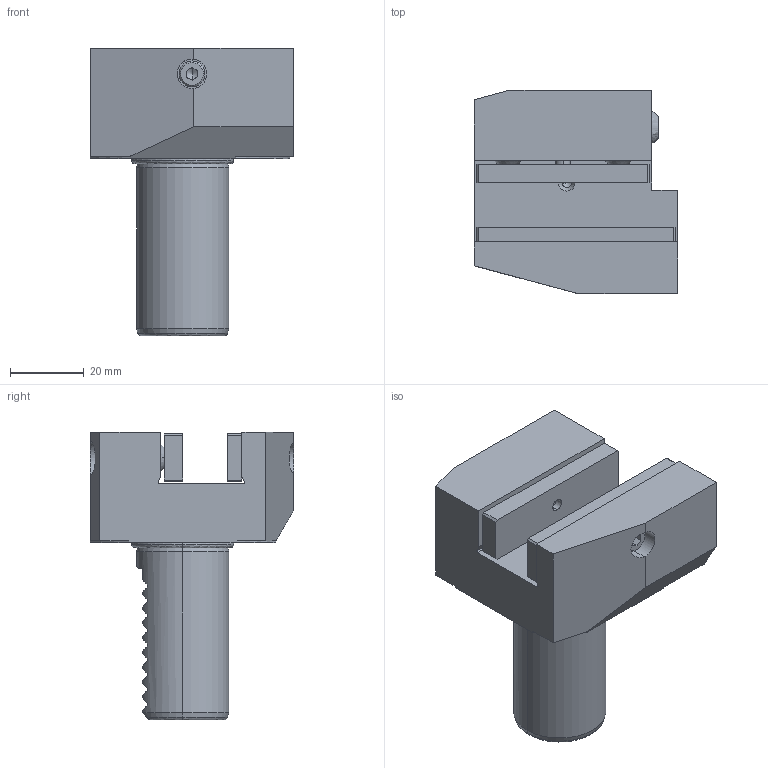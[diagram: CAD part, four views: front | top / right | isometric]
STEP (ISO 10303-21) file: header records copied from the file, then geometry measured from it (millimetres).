
FILE_DESCRIPTION (( 'STEP AP203' ), '1' );
FILE_NAME ('STEP.STEP', '2020-05-14T04:40:41', ( '' ), ( '' ), 'SwSTEP 2.0', 'SolidWorks 2017', '' );
FILE_SCHEMA (( 'CONFIG_CONTROL_DESIGN' ));
Length unit declared in the file: millimetre
Products named in the file (1): STEP
Bounding box: 55 x 55 x 78 mm (x, y, z)
Volume: 88890.1 mm3; surface area: 27220.3 mm2
Topology: 12 solids, 12 shells, 293 faces, 734 edges, 458 vertices
Faces by surface type: plane 145, cylinder 73, cone 52, bspline 23
Entity records: 11729 total; most frequent: CARTESIAN_POINT 4873, ORIENTED_EDGE 1432, DIRECTION 1385, EDGE_CURVE 716, AXIS2_PLACEMENT_3D 500, VERTEX_POINT 458, LINE 385, VECTOR 385
